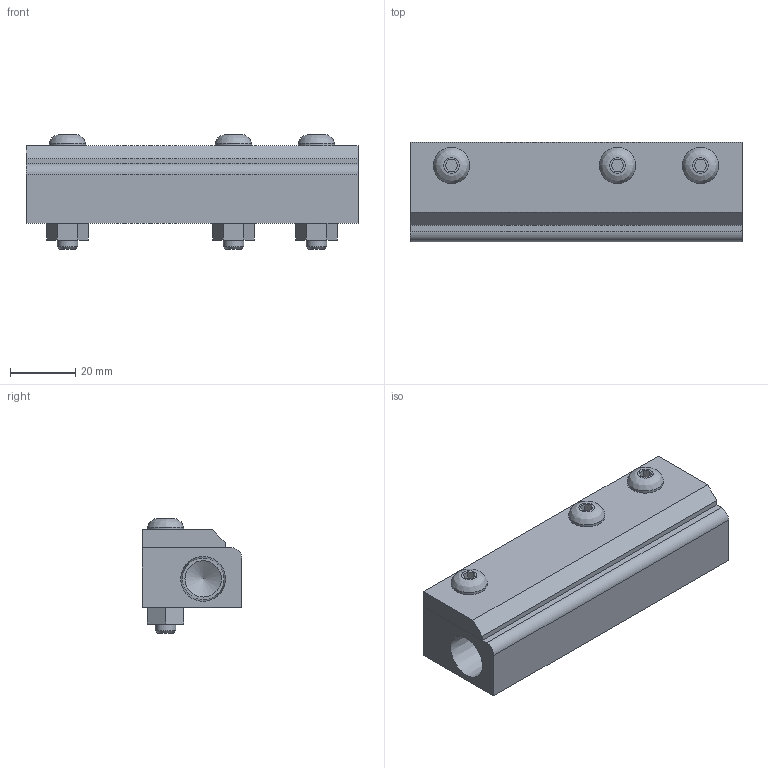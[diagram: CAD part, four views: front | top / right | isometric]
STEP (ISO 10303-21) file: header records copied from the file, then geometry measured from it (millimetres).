
FILE_DESCRIPTION((''),'2;1');
FILE_NAME('2003SS.stp','2010-04-29T09:00:08',('michael witt'),(''),'Autodesk Inventor 2010','Autodesk Inventor 2010','');
FILE_SCHEMA(('AUTOMOTIVE_DESIGN { 1 0 10303 214 1 1 1 1 }'));
Length unit declared in the file: inch
Products named in the file (9): Assembly8; Part406; Part408; Part410; Part412; Part414; Part416; Part418; Part420
Assembly tree (8 placements, depth 2):
  Assembly8
    Part406
    Part408
    Part410
    Part412
    Part414
    Part416
    Part418
    Part420
Bounding box: 101.6 x 30.48 x 35.1 mm (x, y, z)
Volume: 67430.5 mm3; surface area: 23841.2 mm2
Topology: 8 solids, 8 shells, 97 faces, 218 edges, 145 vertices
Faces by surface type: plane 68, cylinder 17, bspline 7, cone 5
Full cylindrical faces by diameter (mm): 6.35 x12, 11.1 x3, 11.113 x1
Entity records: 2949 total; most frequent: CARTESIAN_POINT 618, DIRECTION 442, ORIENTED_EDGE 364, EDGE_CURVE 182, AXIS2_PLACEMENT_3D 153, EDGE_LOOP 150, VERTEX_POINT 136, VECTOR 136
